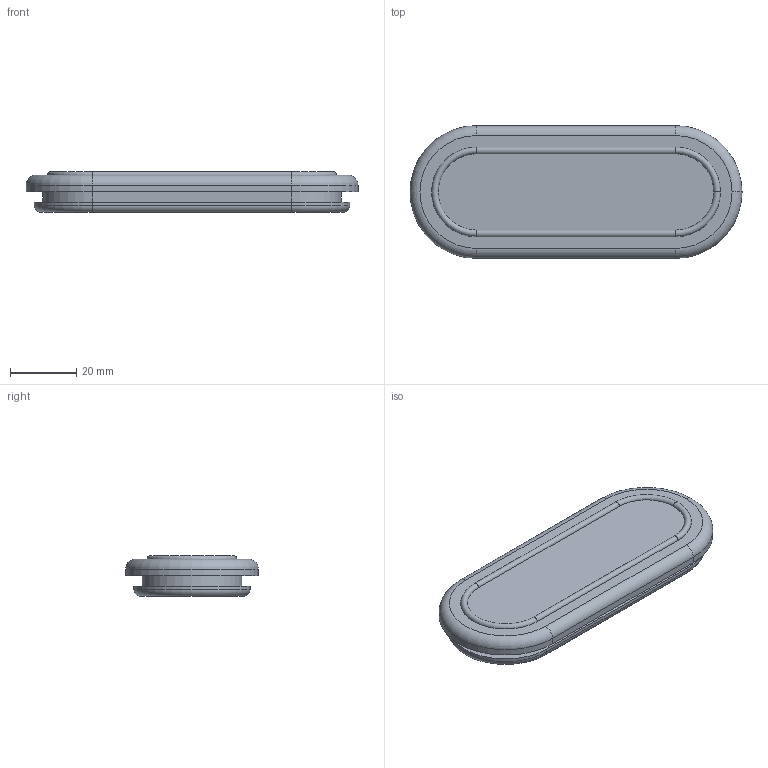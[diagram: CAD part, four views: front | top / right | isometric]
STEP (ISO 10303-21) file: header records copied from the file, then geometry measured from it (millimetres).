
FILE_DESCRIPTION (( 'STEP AP203' ), '1' );
FILE_NAME ('C-30-SG-30×90A-EP-UL.STEP', '2011-12-02T08:28:58', ( '11sw' ), ( 'タキゲン製造株式会社' ), 'SwSTEP 2.0', 'SolidWorks 2011', '' );
FILE_SCHEMA (( 'CONFIG_CONTROL_DESIGN' ));
Length unit declared in the file: millimetre
Products named in the file (1): C-30-SG-30×90A-EP-UL
Bounding box: 100 x 40 x 12.2 mm (x, y, z)
Volume: 15930.4 mm3; surface area: 12791.9 mm2
Topology: 1 solids, 1 shells, 41 faces, 95 edges, 60 vertices
Faces by surface type: cylinder 18, plane 14, torus 9
Entity records: 1257 total; most frequent: DIRECTION 230, CARTESIAN_POINT 197, ORIENTED_EDGE 190, EDGE_CURVE 95, AXIS2_PLACEMENT_3D 93, VERTEX_POINT 60, CIRCLE 51, EDGE_LOOP 45
